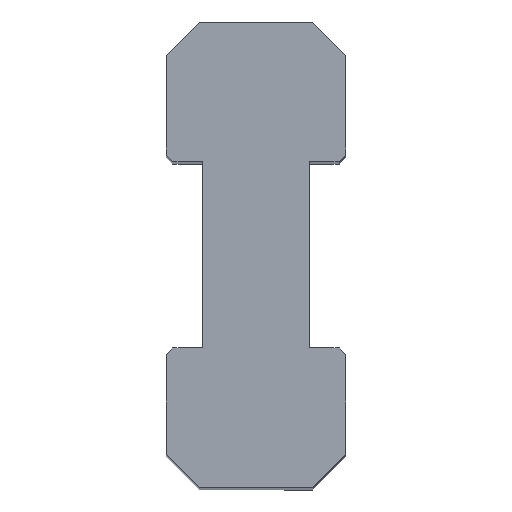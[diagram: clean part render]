
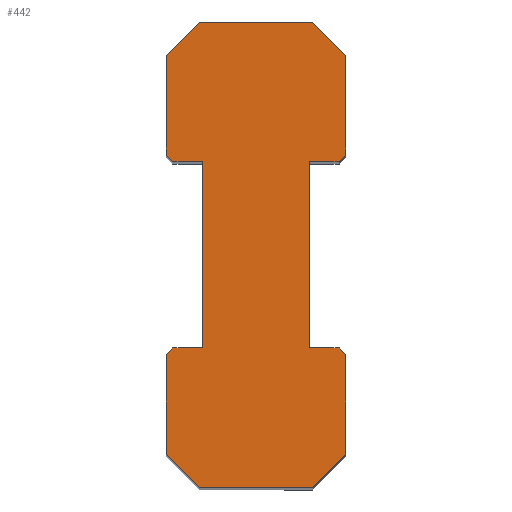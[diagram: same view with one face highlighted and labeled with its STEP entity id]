
A CAD part, top view. The second image highlights one B-rep face of the part: STEP entity #442.
In plain terms, the highlighted planar face has unit normal (0, 0, 1).
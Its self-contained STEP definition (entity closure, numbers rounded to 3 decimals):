
#36=FACE_OUTER_BOUND('',#58,.T.);
#58=EDGE_LOOP('',(#379,#380,#381,#382,#383,#384,#385,#386,#387,#388,#389,
#390,#391,#392,#393,#394,#395,#396,#397,#398));
#59=LINE('',#598,#119);
#65=LINE('',#609,#125);
#84=LINE('',#649,#144);
#88=LINE('',#655,#148);
#89=LINE('',#659,#149);
#93=LINE('',#665,#153);
#94=LINE('',#669,#154);
#97=LINE('',#674,#157);
#99=LINE('',#678,#159);
#101=LINE('',#681,#161);
#102=LINE('',#684,#162);
#104=LINE('',#688,#164);
#106=LINE('',#692,#166);
#108=LINE('',#696,#168);
#110=LINE('',#699,#170);
#111=LINE('',#701,#171);
#112=LINE('',#704,#172);
#114=LINE('',#708,#174);
#116=LINE('',#712,#176);
#118=LINE('',#715,#178);
#119=VECTOR('',#492,10.);
#125=VECTOR('',#500,10.);
#144=VECTOR('',#523,10.);
#148=VECTOR('',#529,10.);
#149=VECTOR('',#532,10.);
#153=VECTOR('',#538,10.);
#154=VECTOR('',#541,10.);
#157=VECTOR('',#546,10.);
#159=VECTOR('',#550,10.);
#161=VECTOR('',#554,10.);
#162=VECTOR('',#557,10.);
#164=VECTOR('',#561,10.);
#166=VECTOR('',#565,10.);
#168=VECTOR('',#569,10.);
#170=VECTOR('',#573,10.);
#171=VECTOR('',#576,10.);
#172=VECTOR('',#579,10.);
#174=VECTOR('',#583,10.);
#176=VECTOR('',#587,10.);
#178=VECTOR('',#591,10.);
#179=VERTEX_POINT('',#596);
#180=VERTEX_POINT('',#597);
#184=VERTEX_POINT('',#607);
#202=VERTEX_POINT('',#647);
#203=VERTEX_POINT('',#648);
#204=VERTEX_POINT('',#653);
#205=VERTEX_POINT('',#657);
#206=VERTEX_POINT('',#658);
#207=VERTEX_POINT('',#663);
#208=VERTEX_POINT('',#667);
#209=VERTEX_POINT('',#668);
#210=VERTEX_POINT('',#673);
#211=VERTEX_POINT('',#677);
#212=VERTEX_POINT('',#683);
#213=VERTEX_POINT('',#687);
#214=VERTEX_POINT('',#691);
#215=VERTEX_POINT('',#695);
#216=VERTEX_POINT('',#703);
#217=VERTEX_POINT('',#707);
#218=VERTEX_POINT('',#711);
#219=EDGE_CURVE('',#179,#180,#59,.T.);
#225=EDGE_CURVE('',#184,#179,#65,.T.);
#244=EDGE_CURVE('',#202,#203,#84,.T.);
#248=EDGE_CURVE('',#204,#202,#88,.T.);
#249=EDGE_CURVE('',#205,#206,#89,.T.);
#253=EDGE_CURVE('',#207,#205,#93,.T.);
#254=EDGE_CURVE('',#208,#209,#94,.T.);
#257=EDGE_CURVE('',#209,#210,#97,.T.);
#259=EDGE_CURVE('',#206,#211,#99,.T.);
#261=EDGE_CURVE('',#211,#204,#101,.T.);
#262=EDGE_CURVE('',#203,#212,#102,.T.);
#264=EDGE_CURVE('',#212,#213,#104,.T.);
#266=EDGE_CURVE('',#213,#214,#106,.T.);
#268=EDGE_CURVE('',#214,#215,#108,.T.);
#270=EDGE_CURVE('',#215,#208,#110,.T.);
#271=EDGE_CURVE('',#210,#184,#111,.T.);
#272=EDGE_CURVE('',#180,#216,#112,.T.);
#274=EDGE_CURVE('',#216,#217,#114,.T.);
#276=EDGE_CURVE('',#217,#218,#116,.T.);
#278=EDGE_CURVE('',#218,#207,#118,.T.);
#379=ORIENTED_EDGE('',*,*,#219,.F.);
#380=ORIENTED_EDGE('',*,*,#225,.F.);
#381=ORIENTED_EDGE('',*,*,#271,.F.);
#382=ORIENTED_EDGE('',*,*,#257,.F.);
#383=ORIENTED_EDGE('',*,*,#254,.F.);
#384=ORIENTED_EDGE('',*,*,#270,.F.);
#385=ORIENTED_EDGE('',*,*,#268,.F.);
#386=ORIENTED_EDGE('',*,*,#266,.F.);
#387=ORIENTED_EDGE('',*,*,#264,.F.);
#388=ORIENTED_EDGE('',*,*,#262,.F.);
#389=ORIENTED_EDGE('',*,*,#244,.F.);
#390=ORIENTED_EDGE('',*,*,#248,.F.);
#391=ORIENTED_EDGE('',*,*,#261,.F.);
#392=ORIENTED_EDGE('',*,*,#259,.F.);
#393=ORIENTED_EDGE('',*,*,#249,.F.);
#394=ORIENTED_EDGE('',*,*,#253,.F.);
#395=ORIENTED_EDGE('',*,*,#278,.F.);
#396=ORIENTED_EDGE('',*,*,#276,.F.);
#397=ORIENTED_EDGE('',*,*,#274,.F.);
#398=ORIENTED_EDGE('',*,*,#272,.F.);
#420=PLANE('',#487);
#442=ADVANCED_FACE('',(#36),#420,.T.);
#487=AXIS2_PLACEMENT_3D('',#716,#592,#593);
#492=DIRECTION('',(0.707,-0.707,0.));
#500=DIRECTION('',(1.,0.,0.));
#523=DIRECTION('',(-0.707,0.707,0.));
#529=DIRECTION('',(-1.,0.,0.));
#532=DIRECTION('',(0.707,0.707,0.));
#538=DIRECTION('',(0.,1.,0.));
#541=DIRECTION('',(-0.707,-0.707,0.));
#546=DIRECTION('',(-1.,0.,0.));
#550=DIRECTION('',(1.,0.,0.));
#554=DIRECTION('',(0.,1.,0.));
#557=DIRECTION('',(0.,1.,0.));
#561=DIRECTION('',(0.707,0.707,0.));
#565=DIRECTION('',(1.,0.,0.));
#569=DIRECTION('',(0.707,-0.707,0.));
#573=DIRECTION('',(0.,-1.,0.));
#576=DIRECTION('',(0.,-1.,0.));
#579=DIRECTION('',(0.,-1.,0.));
#583=DIRECTION('',(-0.707,-0.707,0.));
#587=DIRECTION('',(-1.,0.,0.));
#591=DIRECTION('',(-0.707,0.707,0.));
#592=DIRECTION('center_axis',(0.,0.,1.));
#593=DIRECTION('ref_axis',(1.,0.,0.));
#596=CARTESIAN_POINT('',(-10.951,4.627,100.));
#597=CARTESIAN_POINT('',(-10.451,4.127,100.));
#598=CARTESIAN_POINT('',(-14.139,7.815,100.));
#607=CARTESIAN_POINT('',(-13.201,4.627,100.));
#609=CARTESIAN_POINT('',(-10.451,4.627,100.));
#647=CARTESIAN_POINT('',(-23.451,18.627,100.));
#648=CARTESIAN_POINT('',(-23.951,19.127,100.));
#649=CARTESIAN_POINT('',(-20.264,15.44,100.));
#653=CARTESIAN_POINT('',(-21.201,18.627,100.));
#655=CARTESIAN_POINT('',(-23.951,18.627,100.));
#657=CARTESIAN_POINT('',(-23.951,4.127,100.));
#658=CARTESIAN_POINT('',(-23.451,4.627,100.));
#659=CARTESIAN_POINT('',(-20.264,7.815,100.));
#663=CARTESIAN_POINT('',(-23.951,-3.373,100.));
#665=CARTESIAN_POINT('',(-23.951,4.627,100.));
#667=CARTESIAN_POINT('',(-10.451,19.127,100.));
#668=CARTESIAN_POINT('',(-10.951,18.627,100.));
#669=CARTESIAN_POINT('',(-14.139,15.44,100.));
#673=CARTESIAN_POINT('',(-13.201,18.627,100.));
#674=CARTESIAN_POINT('',(-13.201,18.627,100.));
#677=CARTESIAN_POINT('',(-21.201,4.627,100.));
#678=CARTESIAN_POINT('',(-21.201,4.627,100.));
#681=CARTESIAN_POINT('',(-21.201,18.627,100.));
#683=CARTESIAN_POINT('',(-23.951,26.627,100.));
#684=CARTESIAN_POINT('',(-23.951,26.627,100.));
#687=CARTESIAN_POINT('',(-21.451,29.127,100.));
#688=CARTESIAN_POINT('',(-21.451,29.127,100.));
#691=CARTESIAN_POINT('',(-12.951,29.127,100.));
#692=CARTESIAN_POINT('',(-12.951,29.127,100.));
#695=CARTESIAN_POINT('',(-10.451,26.627,100.));
#696=CARTESIAN_POINT('',(-10.451,26.627,100.));
#699=CARTESIAN_POINT('',(-10.451,18.627,100.));
#701=CARTESIAN_POINT('',(-13.201,4.627,100.));
#703=CARTESIAN_POINT('',(-10.451,-3.373,100.));
#704=CARTESIAN_POINT('',(-10.451,-3.373,100.));
#707=CARTESIAN_POINT('',(-12.951,-5.873,100.));
#708=CARTESIAN_POINT('',(-12.951,-5.873,100.));
#711=CARTESIAN_POINT('',(-21.451,-5.873,100.));
#712=CARTESIAN_POINT('',(-21.451,-5.873,100.));
#715=CARTESIAN_POINT('',(-23.951,-3.373,100.));
#716=CARTESIAN_POINT('Origin',(-17.201,11.627,100.));
